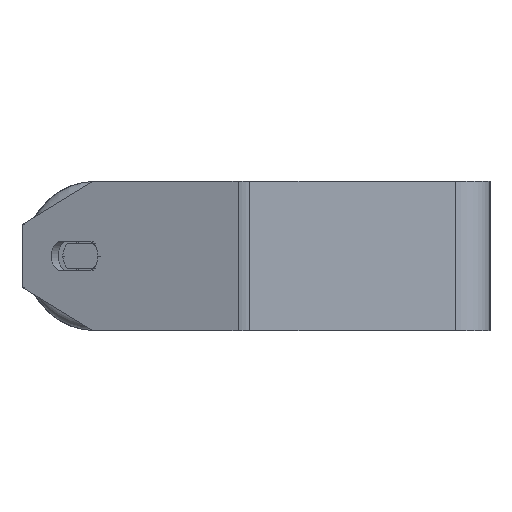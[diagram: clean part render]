
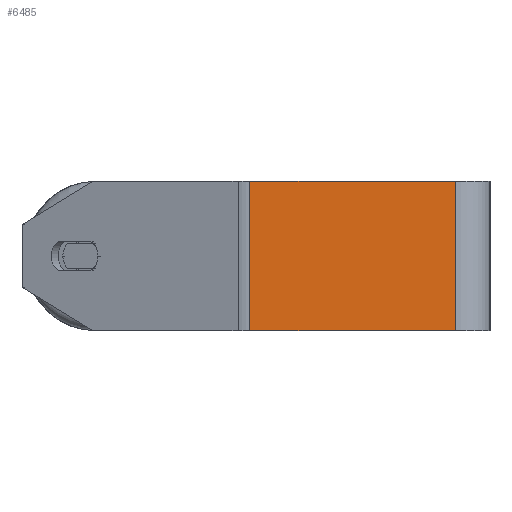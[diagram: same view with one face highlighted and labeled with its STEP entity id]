
A CAD part, left-side view. The second image highlights one B-rep face of the part: STEP entity #6485.
In plain terms, the highlighted planar face has unit normal (-1, 0, 0).
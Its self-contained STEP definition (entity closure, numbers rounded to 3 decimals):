
#224 = FACE_OUTER_BOUND ( 'NONE', #5226, .T. ) ;
#702 = LINE ( 'NONE', #3426, #3907 ) ;
#752 = ORIENTED_EDGE ( 'NONE', *, *, #7904, .F. ) ;
#1034 = AXIS2_PLACEMENT_3D ( 'NONE', #7148, #4372, #7098 ) ;
#1073 = LINE ( 'NONE', #4501, #7154 ) ;
#1386 = DIRECTION ( 'NONE',  ( 0., 0., -1. ) ) ;
#1396 = EDGE_CURVE ( 'NONE', #6950, #5992, #5394, .T. ) ;
#1700 = CARTESIAN_POINT ( 'NONE',  ( -415., 96.565, -30. ) ) ;
#2021 = CARTESIAN_POINT ( 'NONE',  ( -415., 14., 30. ) ) ;
#2546 = CARTESIAN_POINT ( 'NONE',  ( -415., 14., 30. ) ) ;
#3070 = CARTESIAN_POINT ( 'NONE',  ( -415., 14., -30. ) ) ;
#3293 = VERTEX_POINT ( 'NONE', #1700 ) ;
#3426 = CARTESIAN_POINT ( 'NONE',  ( -415., 96.565, 30. ) ) ;
#3879 = DIRECTION ( 'NONE',  ( 0., -1., 0. ) ) ;
#3907 = VECTOR ( 'NONE', #6900, 1000. ) ;
#4288 = ORIENTED_EDGE ( 'NONE', *, *, #7328, .T. ) ;
#4309 = ORIENTED_EDGE ( 'NONE', *, *, #1396, .F. ) ;
#4372 = DIRECTION ( 'NONE',  ( 1., 0., 0. ) ) ;
#4422 = PLANE ( 'NONE',  #1034 ) ;
#4501 = CARTESIAN_POINT ( 'NONE',  ( -415., 99.033, -30. ) ) ;
#4964 = VECTOR ( 'NONE', #1386, 1000. ) ;
#5226 = EDGE_LOOP ( 'NONE', ( #8442, #4309, #752, #4288 ) ) ;
#5394 = LINE ( 'NONE', #2021, #4964 ) ;
#5992 = VERTEX_POINT ( 'NONE', #3070 ) ;
#6015 = EDGE_CURVE ( 'NONE', #3293, #5992, #1073, .T. ) ;
#6164 = VECTOR ( 'NONE', #3879, 1000. ) ;
#6485 = ADVANCED_FACE ( 'NONE', ( #224 ), #4422, .F. ) ;
#6900 = DIRECTION ( 'NONE',  ( 0., 0., -1. ) ) ;
#6950 = VERTEX_POINT ( 'NONE', #2546 ) ;
#6981 = VERTEX_POINT ( 'NONE', #7514 ) ;
#7098 = DIRECTION ( 'NONE',  ( 0., 0., -1. ) ) ;
#7148 = CARTESIAN_POINT ( 'NONE',  ( -415., 99.033, 30. ) ) ;
#7154 = VECTOR ( 'NONE', #7827, 1000. ) ;
#7328 = EDGE_CURVE ( 'NONE', #6981, #3293, #702, .T. ) ;
#7514 = CARTESIAN_POINT ( 'NONE',  ( -415., 96.565, 30. ) ) ;
#7827 = DIRECTION ( 'NONE',  ( 0., -1., 0. ) ) ;
#7904 = EDGE_CURVE ( 'NONE', #6981, #6950, #8618, .T. ) ;
#8442 = ORIENTED_EDGE ( 'NONE', *, *, #6015, .T. ) ;
#8618 = LINE ( 'NONE', #8659, #6164 ) ;
#8659 = CARTESIAN_POINT ( 'NONE',  ( -415., 99.033, 30. ) ) ;
